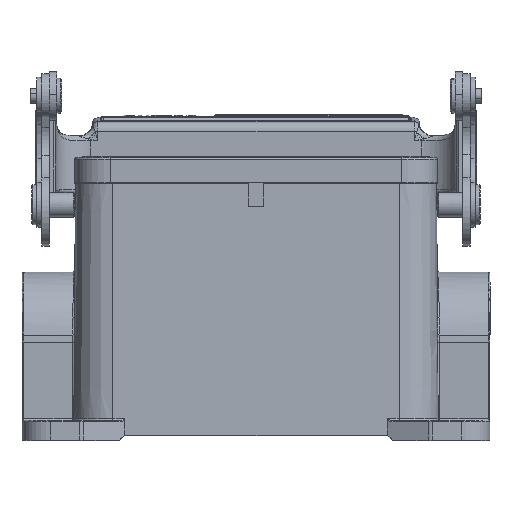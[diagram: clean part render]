
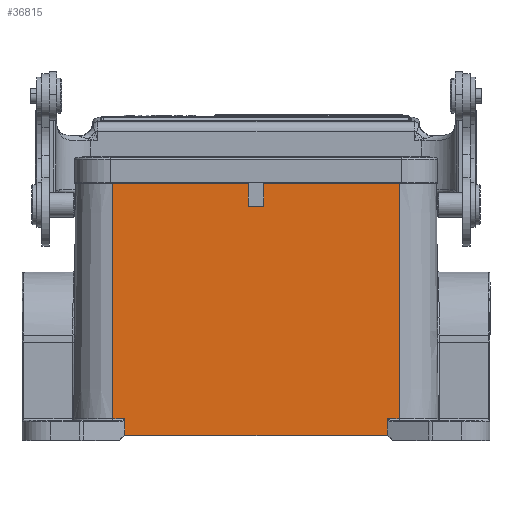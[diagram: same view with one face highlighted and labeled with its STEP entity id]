
A CAD part, top view. The second image highlights one B-rep face of the part: STEP entity #36815.
In plain terms, the highlighted planar face has unit normal (0, 0.009, 1).
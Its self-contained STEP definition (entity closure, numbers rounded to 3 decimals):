
#13868=DIRECTION('',(0.,1.,-0.009));
#13869=VECTOR('',#13868,47.204);
#13870=CARTESIAN_POINT('',(75.75,4.297,-4.088));
#13871=LINE('',#13870,#13869);
#13876=DIRECTION('',(0.,1.,-0.009));
#13877=VECTOR('',#13876,4.5);
#13878=CARTESIAN_POINT('',(45.4,47.,-4.461));
#13879=LINE('',#13878,#13877);
#13898=DIRECTION('',(-1.,0.,0.));
#13899=VECTOR('',#13898,27.15);
#13900=CARTESIAN_POINT('',(45.4,51.5,-4.5));
#13901=LINE('',#13900,#13899);
#13966=DIRECTION('',(-1.,0.,0.));
#13967=VECTOR('',#13966,27.15);
#13968=CARTESIAN_POINT('',(75.75,51.5,-4.5));
#13969=LINE('',#13968,#13967);
#14221=CARTESIAN_POINT('',(20.59,4.297,
-4.088));
#14222=CARTESIAN_POINT('',(20.599,4.288,
-4.088));
#14223=CARTESIAN_POINT('',(20.616,4.266,
-4.088));
#14224=CARTESIAN_POINT('',(20.637,4.223,
-4.087));
#14225=CARTESIAN_POINT('',(20.651,4.172,
-4.087));
#14226=CARTESIAN_POINT('',(20.654,4.133,
-4.087));
#14227=CARTESIAN_POINT('',(20.654,4.112,
-4.086));
#14252=DIRECTION('',(-0.019,-1.,0.009));
#14253=VECTOR('',#14252,3.112);
#14254=CARTESIAN_POINT('',(20.654,4.112,
-4.086));
#14255=LINE('',#14254,#14253);
#14291=DIRECTION('',(1.,0.,0.));
#14292=VECTOR('',#14291,52.808);
#14293=CARTESIAN_POINT('',(20.596,1.,
-4.058));
#14294=LINE('',#14293,#14292);
#14331=DIRECTION('',(-0.019,1.,-0.009));
#14332=VECTOR('',#14331,3.112);
#14333=CARTESIAN_POINT('',(73.404,1.,
-4.058));
#14334=LINE('',#14333,#14332);
#14799=CARTESIAN_POINT('',(73.346,4.112,
-4.086));
#14800=CARTESIAN_POINT('',(73.346,4.138,
-4.087));
#14801=CARTESIAN_POINT('',(73.351,4.187,
-4.087));
#14802=CARTESIAN_POINT('',(73.373,4.25,
-4.088));
#14803=CARTESIAN_POINT('',(73.396,4.283,
-4.088));
#14804=CARTESIAN_POINT('',(73.41,4.297,
-4.088));
#14828=DIRECTION('',(1.,0.,0.));
#14829=VECTOR('',#14828,2.34);
#14830=CARTESIAN_POINT('',(73.41,4.297,
-4.088));
#14831=LINE('',#14830,#14829);
#18113=DIRECTION('',(0.,-1.,0.009));
#18114=VECTOR('',#18113,47.204);
#18115=CARTESIAN_POINT('',(18.25,51.5,-4.5));
#18116=LINE('',#18115,#18114);
#18154=DIRECTION('',(1.,0.,0.));
#18155=VECTOR('',#18154,2.34);
#18156=CARTESIAN_POINT('',(18.25,4.297,-4.088));
#18157=LINE('',#18156,#18155);
#18812=DIRECTION('',(0.,-1.,0.009));
#18813=VECTOR('',#18812,4.5);
#18814=CARTESIAN_POINT('',(48.6,51.5,-4.5));
#18815=LINE('',#18814,#18813);
#18824=DIRECTION('',(-1.,0.,0.));
#18825=VECTOR('',#18824,3.2);
#18826=CARTESIAN_POINT('',(48.6,47.,-4.461));
#18827=LINE('',#18826,#18825);
#23485=CARTESIAN_POINT('',(75.75,4.297,-4.088));
#23486=CARTESIAN_POINT('',(75.75,51.5,-4.5));
#23487=VERTEX_POINT('',#23485);
#23488=VERTEX_POINT('',#23486);
#23492=CARTESIAN_POINT('',(45.4,47.,-4.461));
#23493=CARTESIAN_POINT('',(45.4,51.5,-4.5));
#23494=VERTEX_POINT('',#23492);
#23495=VERTEX_POINT('',#23493);
#23496=CARTESIAN_POINT('',(48.6,47.,-4.461));
#23497=VERTEX_POINT('',#23496);
#23498=CARTESIAN_POINT('',(48.6,51.5,-4.5));
#23499=VERTEX_POINT('',#23498);
#23500=CARTESIAN_POINT('',(73.41,4.297,
-4.088));
#23501=VERTEX_POINT('',#23500);
#23502=VERTEX_POINT('',#14799);
#23503=CARTESIAN_POINT('',(73.404,1.,
-4.058));
#23504=VERTEX_POINT('',#23503);
#23505=CARTESIAN_POINT('',(20.596,1.,
-4.058));
#23506=VERTEX_POINT('',#23505);
#23507=CARTESIAN_POINT('',(20.654,4.112,
-4.086));
#23508=VERTEX_POINT('',#23507);
#23509=VERTEX_POINT('',#14221);
#23510=CARTESIAN_POINT('',(18.25,4.297,-4.088));
#23511=VERTEX_POINT('',#23510);
#23512=CARTESIAN_POINT('',(18.25,51.5,-4.5));
#23513=VERTEX_POINT('',#23512);
#36781=CARTESIAN_POINT('',(47.,26.25,-4.28));
#36782=DIRECTION('',(0.,0.009,1.));
#36783=DIRECTION('',(0.,-1.,0.009));
#36784=AXIS2_PLACEMENT_3D('',#36781,#36782,#36783);
#36785=PLANE('',#36784);
#36787=ORIENTED_EDGE('',*,*,#36786,.F.);
#36789=ORIENTED_EDGE('',*,*,#36788,.F.);
#36791=ORIENTED_EDGE('',*,*,#36790,.F.);
#36793=ORIENTED_EDGE('',*,*,#36792,.F.);
#36794=ORIENTED_EDGE('',*,*,#36765,.F.);
#36796=ORIENTED_EDGE('',*,*,#36795,.F.);
#36798=ORIENTED_EDGE('',*,*,#36797,.F.);
#36800=ORIENTED_EDGE('',*,*,#36799,.F.);
#36802=ORIENTED_EDGE('',*,*,#36801,.F.);
#36804=ORIENTED_EDGE('',*,*,#36803,.F.);
#36806=ORIENTED_EDGE('',*,*,#36805,.F.);
#36808=ORIENTED_EDGE('',*,*,#36807,.F.);
#36810=ORIENTED_EDGE('',*,*,#36809,.F.);
#36812=ORIENTED_EDGE('',*,*,#36811,.F.);
#36813=EDGE_LOOP('',(#36787,#36789,#36791,#36793,#36794,#36796,#36798,#36800,
#36802,#36804,#36806,#36808,#36810,#36812));
#36814=FACE_OUTER_BOUND('',#36813,.F.);
#14228=B_SPLINE_CURVE_WITH_KNOTS('',3,(#14221,#14222,#14223,#14224,#14225,
#14226,#14227),.UNSPECIFIED.,.F.,.F.,(4,1,1,1,4),(0.,0.25,0.5,0.75,
1.),.UNSPECIFIED.);
#14805=B_SPLINE_CURVE_WITH_KNOTS('',3,(#14799,#14800,#14801,#14802,#14803,
#14804),.UNSPECIFIED.,.F.,.F.,(4,1,1,4),(0.,0.333,
0.667,1.),.UNSPECIFIED.);
#36765=EDGE_CURVE('',#23487,#23488,#13871,.T.);
#36786=EDGE_CURVE('',#23494,#23495,#13879,.T.);
#36788=EDGE_CURVE('',#23497,#23494,#18827,.T.);
#36790=EDGE_CURVE('',#23499,#23497,#18815,.T.);
#36792=EDGE_CURVE('',#23488,#23499,#13969,.T.);
#36795=EDGE_CURVE('',#23501,#23487,#14831,.T.);
#36797=EDGE_CURVE('',#23502,#23501,#14805,.T.);
#36799=EDGE_CURVE('',#23504,#23502,#14334,.T.);
#36801=EDGE_CURVE('',#23506,#23504,#14294,.T.);
#36803=EDGE_CURVE('',#23508,#23506,#14255,.T.);
#36805=EDGE_CURVE('',#23509,#23508,#14228,.T.);
#36807=EDGE_CURVE('',#23511,#23509,#18157,.T.);
#36809=EDGE_CURVE('',#23513,#23511,#18116,.T.);
#36811=EDGE_CURVE('',#23495,#23513,#13901,.T.);
#36815=ADVANCED_FACE('',(#36814),#36785,.T.);
